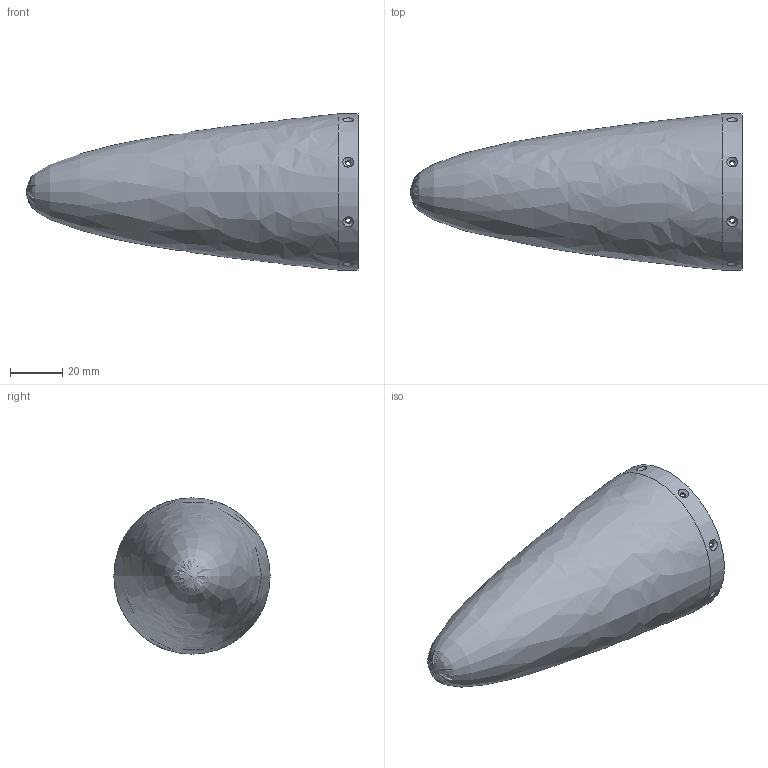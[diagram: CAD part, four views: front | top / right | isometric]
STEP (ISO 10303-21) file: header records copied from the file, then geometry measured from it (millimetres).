
FILE_DESCRIPTION(('FreeCAD Model'),'2;1');
FILE_NAME('Open CASCADE Shape Model','2025-10-17T09:05:06',(''),(''), 'Open CASCADE STEP processor 7.8','FreeCAD','Unknown');
FILE_SCHEMA(('AUTOMOTIVE_DESIGN { 1 0 10303 214 1 1 1 1 }'));
Length unit declared in the file: millimetre
Products named in the file (1): Body
Bounding box: 127.5 x 60 x 60 mm (x, y, z)
Volume: 191057.9 mm3; surface area: 22108.2 mm2
Topology: 1 solids, 1 shells, 21 faces, 48 edges, 29 vertices
Faces by surface type: cylinder 10, bspline 8, plane 2, revolution 1
Full cylindrical faces by diameter (mm): 2.1 x8, 56 x1, 60 x1
Entity records: 5342 total; most frequent: CARTESIAN_POINT 4907, ORIENTED_EDGE 94, EDGE_CURVE 47, DIRECTION 45, FACE_BOUND 38, EDGE_LOOP 38, B_SPLINE_CURVE_WITH_KNOTS 34, VERTEX_POINT 29
